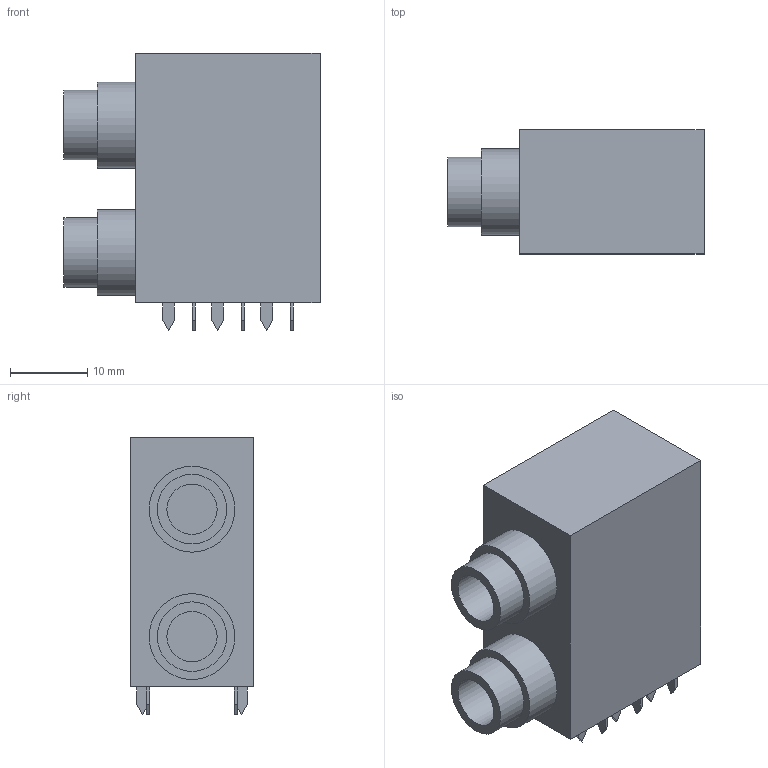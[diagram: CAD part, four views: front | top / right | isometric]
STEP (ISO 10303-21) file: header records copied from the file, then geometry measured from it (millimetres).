
FILE_DESCRIPTION(/* description */ (''),/* implementation_level */ '2;1');
FILE_NAME(/* name */ 'PJ-625DK v1.step',/* time_stamp */ '2023-10-26T11:45:32+02:00',/* author */ (''),/* organization */ (''),/* preprocessor_version */ 'ST-DEVELOPER v20',/* originating_system */ 'Autodesk Translation Framework v12.14.0.127',/* authorisation */ '');
FILE_SCHEMA (('AUTOMOTIVE_DESIGN { 1 0 10303 214 3 1 1 }'));
Length unit declared in the file: millimetre
Products named in the file (1): PJ-625DK
Bounding box: 33.15 x 16 x 35.9 mm (x, y, z)
Volume: 13246.7 mm3; surface area: 4445.1 mm2
Topology: 1 solids, 1 shells, 90 faces, 210 edges, 140 vertices
Faces by surface type: plane 84, cylinder 6
Full cylindrical faces by diameter (mm): 6.5 x2, 9 x2, 11.113 x2
Entity records: 2559 total; most frequent: CARTESIAN_POINT 441, ORIENTED_EDGE 420, DIRECTION 404, EDGE_CURVE 210, LINE 198, VECTOR 198, VERTEX_POINT 140, EDGE_LOOP 108
